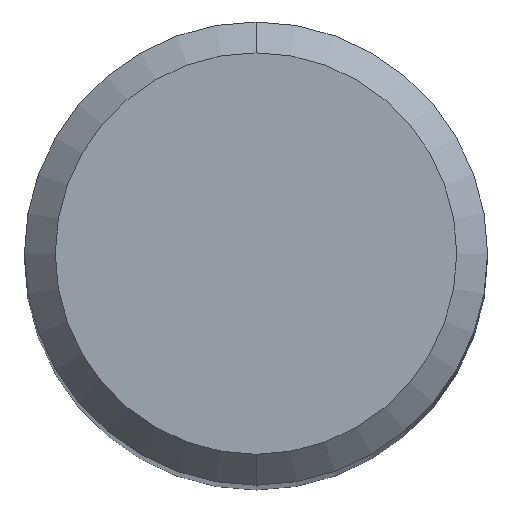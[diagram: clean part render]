
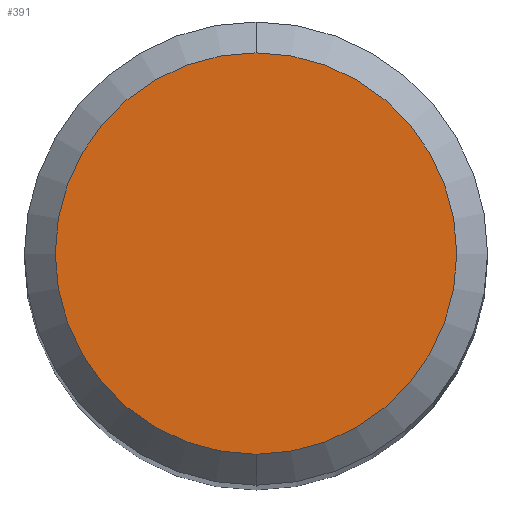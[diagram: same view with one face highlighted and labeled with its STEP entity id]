
A CAD part, top view. The second image highlights one B-rep face of the part: STEP entity #391.
In plain terms, the highlighted planar face has unit normal (0, 0, 1).
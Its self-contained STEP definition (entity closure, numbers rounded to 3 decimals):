
#371=VERTEX_POINT('',#947);
#391=ADVANCED_FACE('',(#968),#969,.T.);
#417=VERTEX_POINT('',#998);
#435=EDGE_CURVE('',#371,#417,#1016,.T.);
#833=EDGE_CURVE('',#417,#371,#1451,.T.);
#947=CARTESIAN_POINT('',(0.0,2.6,0.0));
#968=FACE_OUTER_BOUND('',#1822,.T.);
#969=PLANE('',#1823);
#998=CARTESIAN_POINT('',(0.,-2.6,0.0));
#1016=CIRCLE('',#1986,2.6);
#1451=CIRCLE('',#5735,2.6);
#1822=EDGE_LOOP('',(#5869,#5870));
#1823=AXIS2_PLACEMENT_3D('',#5871,#5872,#5873);
#1986=AXIS2_PLACEMENT_3D('',#5907,#5908,#5909);
#5735=AXIS2_PLACEMENT_3D('',#6365,#6366,#6367);
#5869=ORIENTED_EDGE('',*,*,#435,.F.);
#5870=ORIENTED_EDGE('',*,*,#833,.F.);
#5871=CARTESIAN_POINT('',(0.0,1.3,0.0));
#5872=DIRECTION('',(-0.0,0.0,1.0));
#5873=DIRECTION('',(0.0,-1.0,0.0));
#5907=CARTESIAN_POINT('',(0.0,0.0,0.0));
#5908=DIRECTION('',(0.0,0.0,-1.0));
#5909=DIRECTION('',(0.0,1.0,0.0));
#6365=CARTESIAN_POINT('',(0.0,0.0,0.0));
#6366=DIRECTION('',(0.0,0.0,-1.0));
#6367=DIRECTION('',(0.0,1.0,0.0));
